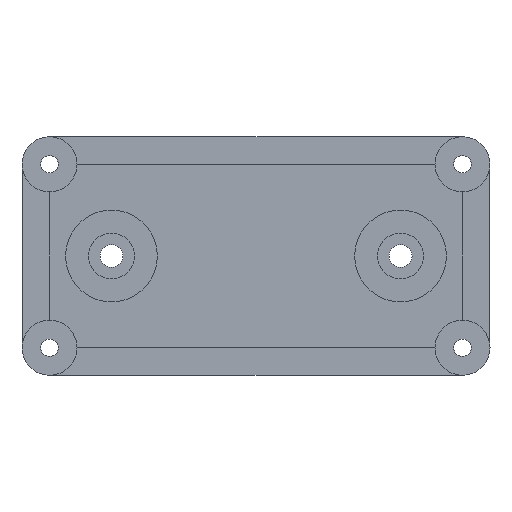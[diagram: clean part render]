
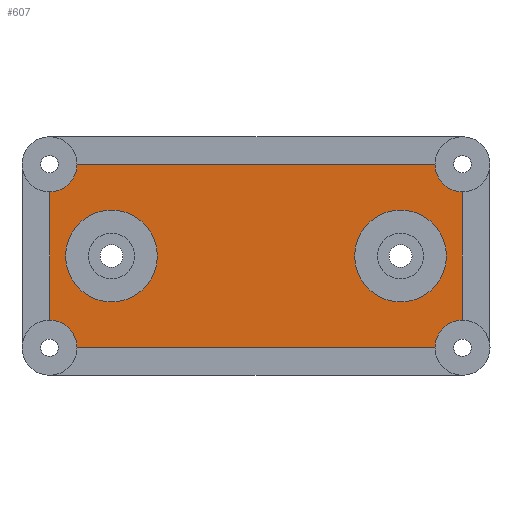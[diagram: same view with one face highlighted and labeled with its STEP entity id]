
A CAD part, front view. The second image highlights one B-rep face of the part: STEP entity #607.
In plain terms, the highlighted planar face has unit normal (0, -1, 0).
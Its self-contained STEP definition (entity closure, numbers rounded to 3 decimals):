
#15=FACE_BOUND('',#96,.T.);
#16=FACE_BOUND('',#97,.T.);
#35=PLANE('',#661);
#59=FACE_OUTER_BOUND('',#95,.T.);
#95=EDGE_LOOP('',(#439,#440,#441,#442,#443,#444,#445,#446));
#96=EDGE_LOOP('',(#447));
#97=EDGE_LOOP('',(#448));
#145=LINE('',#947,#191);
#149=LINE('',#956,#195);
#153=LINE('',#965,#199);
#157=LINE('',#974,#203);
#191=VECTOR('',#747,10.);
#195=VECTOR('',#753,10.);
#199=VECTOR('',#759,10.);
#203=VECTOR('',#765,10.);
#234=CIRCLE('',#653,5.);
#236=CIRCLE('',#656,5.);
#237=CIRCLE('',#662,3.);
#238=CIRCLE('',#663,3.);
#239=CIRCLE('',#664,3.);
#240=CIRCLE('',#665,3.);
#274=VERTEX_POINT('',#931);
#276=VERTEX_POINT('',#937);
#279=VERTEX_POINT('',#944);
#280=VERTEX_POINT('',#946);
#283=VERTEX_POINT('',#953);
#284=VERTEX_POINT('',#955);
#287=VERTEX_POINT('',#962);
#288=VERTEX_POINT('',#964);
#291=VERTEX_POINT('',#971);
#292=VERTEX_POINT('',#973);
#331=EDGE_CURVE('',#274,#274,#234,.T.);
#334=EDGE_CURVE('',#276,#276,#236,.T.);
#337=EDGE_CURVE('',#279,#280,#145,.T.);
#341=EDGE_CURVE('',#283,#284,#149,.T.);
#345=EDGE_CURVE('',#287,#288,#153,.T.);
#349=EDGE_CURVE('',#291,#292,#157,.T.);
#351=EDGE_CURVE('',#280,#291,#237,.T.);
#352=EDGE_CURVE('',#284,#279,#238,.T.);
#353=EDGE_CURVE('',#288,#283,#239,.T.);
#354=EDGE_CURVE('',#292,#287,#240,.T.);
#439=ORIENTED_EDGE('',*,*,#349,.F.);
#440=ORIENTED_EDGE('',*,*,#351,.F.);
#441=ORIENTED_EDGE('',*,*,#337,.F.);
#442=ORIENTED_EDGE('',*,*,#352,.F.);
#443=ORIENTED_EDGE('',*,*,#341,.F.);
#444=ORIENTED_EDGE('',*,*,#353,.F.);
#445=ORIENTED_EDGE('',*,*,#345,.F.);
#446=ORIENTED_EDGE('',*,*,#354,.F.);
#447=ORIENTED_EDGE('',*,*,#334,.F.);
#448=ORIENTED_EDGE('',*,*,#331,.F.);
#607=ADVANCED_FACE('',(#59,#15,#16),#35,.F.);
#653=AXIS2_PLACEMENT_3D('',#933,#734,#735);
#656=AXIS2_PLACEMENT_3D('',#939,#741,#742);
#661=AXIS2_PLACEMENT_3D('',#976,#767,#768);
#662=AXIS2_PLACEMENT_3D('',#977,#769,#770);
#663=AXIS2_PLACEMENT_3D('',#978,#771,#772);
#664=AXIS2_PLACEMENT_3D('',#979,#773,#774);
#665=AXIS2_PLACEMENT_3D('',#980,#775,#776);
#734=DIRECTION('center_axis',(0.,-1.,0.));
#735=DIRECTION('ref_axis',(1.,0.,0.));
#741=DIRECTION('center_axis',(0.,-1.,0.));
#742=DIRECTION('ref_axis',(1.,0.,0.));
#747=DIRECTION('',(0.,0.,1.));
#753=DIRECTION('',(-1.,0.,0.));
#759=DIRECTION('',(0.,0.,-1.));
#765=DIRECTION('',(1.,0.,0.));
#767=DIRECTION('center_axis',(0.,1.,0.));
#768=DIRECTION('ref_axis',(1.,0.,0.));
#769=DIRECTION('center_axis',(0.,-1.,0.));
#770=DIRECTION('ref_axis',(1.,0.,0.));
#771=DIRECTION('center_axis',(0.,-1.,0.));
#772=DIRECTION('ref_axis',(1.,0.,0.));
#773=DIRECTION('center_axis',(0.,-1.,0.));
#774=DIRECTION('ref_axis',(1.,0.,0.));
#775=DIRECTION('center_axis',(0.,-1.,0.));
#776=DIRECTION('ref_axis',(1.,0.,0.));
#931=CARTESIAN_POINT('',(10.75,2.,0.));
#933=CARTESIAN_POINT('Origin',(15.75,2.,0.));
#937=CARTESIAN_POINT('',(-20.75,2.,0.));
#939=CARTESIAN_POINT('Origin',(-15.75,2.,0.));
#944=CARTESIAN_POINT('',(-22.5,2.,-7.));
#946=CARTESIAN_POINT('',(-22.5,2.,7.));
#947=CARTESIAN_POINT('',(-22.5,2.,-10.));
#953=CARTESIAN_POINT('',(19.5,2.,-10.));
#955=CARTESIAN_POINT('',(-19.5,2.,-10.));
#956=CARTESIAN_POINT('',(22.5,2.,-10.));
#962=CARTESIAN_POINT('',(22.5,2.,7.));
#964=CARTESIAN_POINT('',(22.5,2.,-7.));
#965=CARTESIAN_POINT('',(22.5,2.,10.));
#971=CARTESIAN_POINT('',(-19.5,2.,10.));
#973=CARTESIAN_POINT('',(19.5,2.,10.));
#974=CARTESIAN_POINT('',(-22.5,2.,10.));
#976=CARTESIAN_POINT('Origin',(0.,2.,0.));
#977=CARTESIAN_POINT('Origin',(-22.5,2.,10.));
#978=CARTESIAN_POINT('Origin',(-22.5,2.,-10.));
#979=CARTESIAN_POINT('Origin',(22.5,2.,-10.));
#980=CARTESIAN_POINT('Origin',(22.5,2.,10.));
